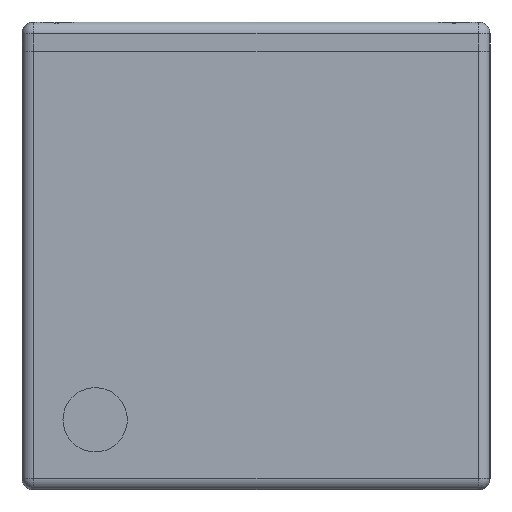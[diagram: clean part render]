
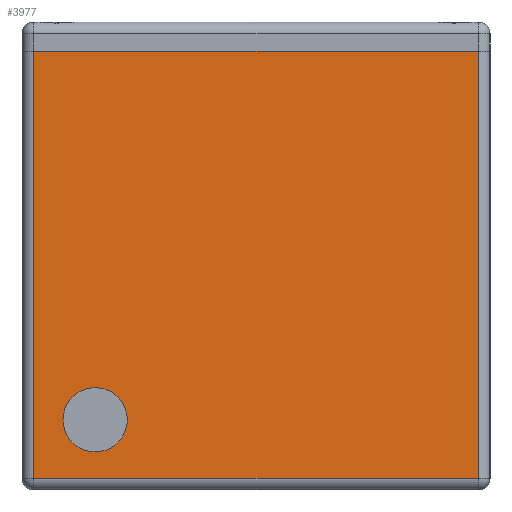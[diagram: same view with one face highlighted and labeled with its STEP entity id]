
A CAD part, left-side view. The second image highlights one B-rep face of the part: STEP entity #3977.
In plain terms, the highlighted planar face has unit normal (-1, 0, 0).
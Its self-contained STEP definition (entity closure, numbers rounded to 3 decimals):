
#81=FACE_BOUND('',#666,.T.);
#207=PLANE('',#4338);
#398=FACE_OUTER_BOUND('',#665,.T.);
#665=EDGE_LOOP('',(#3233,#3234,#3235,#3236));
#666=EDGE_LOOP('',(#3237));
#971=LINE('',#6410,#1348);
#983=LINE('',#6451,#1360);
#986=LINE('',#6458,#1363);
#989=LINE('',#6466,#1366);
#1348=VECTOR('',#5157,10.);
#1360=VECTOR('',#5203,10.);
#1363=VECTOR('',#5210,10.);
#1366=VECTOR('',#5223,10.);
#1538=CIRCLE('',#4131,5.5);
#1708=VERTEX_POINT('',#5882);
#1846=VERTEX_POINT('',#6399);
#1847=VERTEX_POINT('',#6403);
#1861=VERTEX_POINT('',#6449);
#1862=VERTEX_POINT('',#6454);
#2076=EDGE_CURVE('',#1708,#1708,#1538,.T.);
#2311=EDGE_CURVE('',#1847,#1846,#971,.T.);
#2332=EDGE_CURVE('',#1861,#1847,#983,.T.);
#2336=EDGE_CURVE('',#1846,#1862,#986,.T.);
#2339=EDGE_CURVE('',#1862,#1861,#989,.T.);
#3233=ORIENTED_EDGE('',*,*,#2332,.F.);
#3234=ORIENTED_EDGE('',*,*,#2339,.F.);
#3235=ORIENTED_EDGE('',*,*,#2336,.F.);
#3236=ORIENTED_EDGE('',*,*,#2311,.F.);
#3237=ORIENTED_EDGE('',*,*,#2076,.T.);
#3977=ADVANCED_FACE('',(#398,#81),#207,.T.);
#4131=AXIS2_PLACEMENT_3D('',#5883,#4650,#4651);
#4338=AXIS2_PLACEMENT_3D('',#6471,#5230,#5231);
#4650=DIRECTION('center_axis',(1.,0.,0.));
#4651=DIRECTION('ref_axis',(0.,-1.,0.));
#5157=DIRECTION('',(0.,1.,0.));
#5203=DIRECTION('',(0.,0.,-1.));
#5210=DIRECTION('',(0.,0.,1.));
#5223=DIRECTION('',(0.,-1.,0.));
#5230=DIRECTION('center_axis',(-1.,0.,0.));
#5231=DIRECTION('ref_axis',(0.,-1.,0.));
#5882=CARTESIAN_POINT('',(0.,73.,12.));
#5883=CARTESIAN_POINT('Origin',(0.,67.5,12.));
#6399=CARTESIAN_POINT('',(0.,78.,2.));
#6403=CARTESIAN_POINT('',(0.,2.,2.));
#6410=CARTESIAN_POINT('',(0.,60.,2.));
#6449=CARTESIAN_POINT('',(0.,2.,75.));
#6451=CARTESIAN_POINT('',(0.,2.,0.));
#6454=CARTESIAN_POINT('',(0.,78.,75.));
#6458=CARTESIAN_POINT('',(0.,78.,0.));
#6466=CARTESIAN_POINT('',(0.,60.,75.));
#6471=CARTESIAN_POINT('Origin',(0.,80.,0.));
